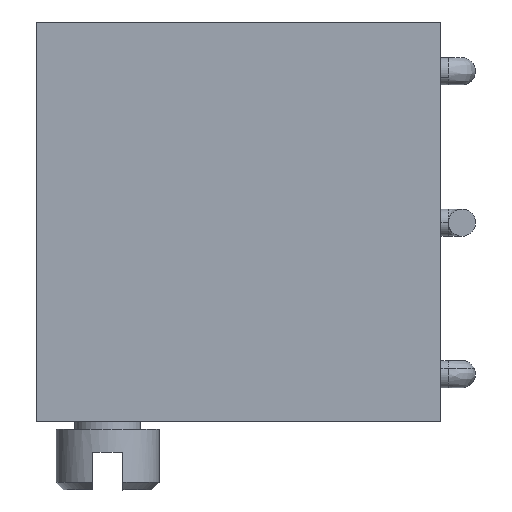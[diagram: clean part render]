
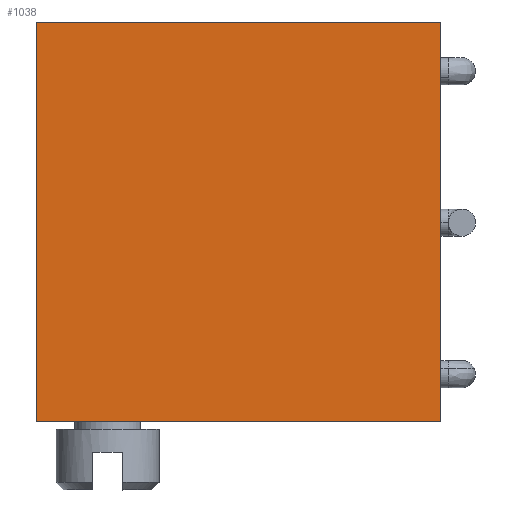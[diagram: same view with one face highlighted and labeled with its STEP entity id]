
A CAD part, front view. The second image highlights one B-rep face of the part: STEP entity #1038.
In plain terms, the highlighted planar face has unit normal (0, -1, 0).
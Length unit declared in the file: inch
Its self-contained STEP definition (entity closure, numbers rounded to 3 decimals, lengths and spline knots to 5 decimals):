
#137=DIRECTION('',(0.,0.,-1.));
#138=VECTOR('',#137,0.264);
#139=CARTESIAN_POINT('',(0.267,0.,0.264));
#140=LINE('',#139,#138);
#141=DIRECTION('',(-1.,0.,0.));
#142=VECTOR('',#141,0.267);
#143=CARTESIAN_POINT('',(0.267,0.,0.));
#144=LINE('',#143,#142);
#145=DIRECTION('',(-1.,0.,0.));
#146=VECTOR('',#145,0.267);
#147=CARTESIAN_POINT('',(0.267,0.,0.264));
#148=LINE('',#147,#146);
#157=DIRECTION('',(0.,0.,-1.));
#158=VECTOR('',#157,0.264);
#159=CARTESIAN_POINT('',(0.,0.,0.264));
#160=LINE('',#159,#158);
#706=CARTESIAN_POINT('',(0.267,0.,0.264));
#707=VERTEX_POINT('',#706);
#740=CARTESIAN_POINT('',(0.267,0.,0.));
#741=VERTEX_POINT('',#740);
#746=CARTESIAN_POINT('',(0.,0.,0.264));
#747=VERTEX_POINT('',#746);
#748=CARTESIAN_POINT('',(0.,0.,0.));
#749=VERTEX_POINT('',#748);
#1024=CARTESIAN_POINT('',(0.1335,0.,0.132));
#1025=DIRECTION('',(0.,1.,0.));
#1026=DIRECTION('',(1.,0.,0.));
#1027=AXIS2_PLACEMENT_3D('',#1024,#1025,#1026);
#1028=PLANE('',#1027);
#1030=ORIENTED_EDGE('',*,*,#1029,.F.);
#1032=ORIENTED_EDGE('',*,*,#1031,.T.);
#1033=ORIENTED_EDGE('',*,*,#1009,.T.);
#1035=ORIENTED_EDGE('',*,*,#1034,.F.);
#1036=EDGE_LOOP('',(#1030,#1032,#1033,#1035));
#1037=FACE_OUTER_BOUND('',#1036,.F.);
#1038=ADVANCED_FACE('',(#1037),#1028,.F.);
#1009=EDGE_CURVE('',#741,#749,#144,.T.);
#1029=EDGE_CURVE('',#707,#747,#148,.T.);
#1031=EDGE_CURVE('',#707,#741,#140,.T.);
#1034=EDGE_CURVE('',#747,#749,#160,.T.);
